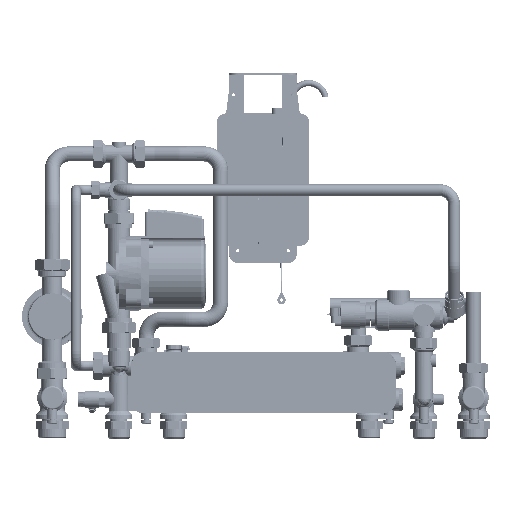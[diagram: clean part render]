
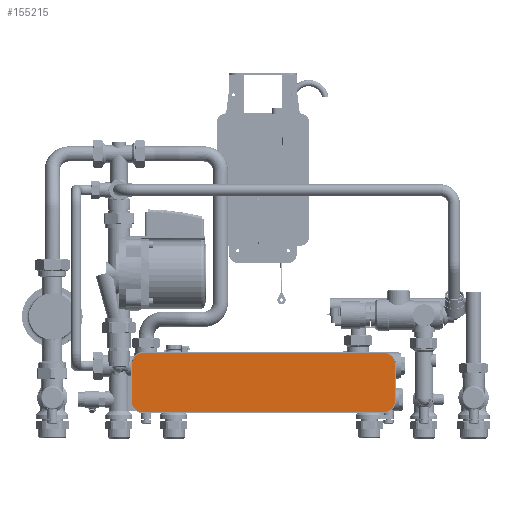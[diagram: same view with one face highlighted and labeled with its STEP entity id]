
A CAD part, left-side view. The second image highlights one B-rep face of the part: STEP entity #155215.
In plain terms, the highlighted planar face has unit normal (-1, 0, 0).
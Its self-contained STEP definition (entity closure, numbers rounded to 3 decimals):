
#154152=CARTESIAN_POINT('Vertex',(23.64,143.,226.7)) ;
#154155=CARTESIAN_POINT('Axis2P3D Location',(23.64,158.,226.7)) ;
#154159=CARTESIAN_POINT('Vertex',(23.64,158.,211.7)) ;
#154180=CARTESIAN_POINT('Line Origine',(23.64,299.5,211.7)) ;
#154184=CARTESIAN_POINT('Vertex',(23.64,441.,211.7)) ;
#154205=CARTESIAN_POINT('Axis2P3D Location',(23.64,441.,226.7)) ;
#154209=CARTESIAN_POINT('Vertex',(23.64,456.,226.7)) ;
#154230=CARTESIAN_POINT('Line Origine',(23.64,456.,247.2)) ;
#154234=CARTESIAN_POINT('Vertex',(23.64,456.,267.7)) ;
#154255=CARTESIAN_POINT('Axis2P3D Location',(23.64,441.,267.7)) ;
#154259=CARTESIAN_POINT('Vertex',(23.64,441.,282.7)) ;
#154280=CARTESIAN_POINT('Line Origine',(23.64,299.5,282.7)) ;
#154284=CARTESIAN_POINT('Vertex',(23.64,158.,282.7)) ;
#154305=CARTESIAN_POINT('Axis2P3D Location',(23.64,158.,267.7)) ;
#154309=CARTESIAN_POINT('Vertex',(23.64,143.,267.7)) ;
#154330=CARTESIAN_POINT('Line Origine',(23.64,143.,247.2)) ;
#155200=CARTESIAN_POINT('Axis2P3D Location',(23.64,299.5,247.2)) ;
#154182=VECTOR('Line Direction',#154181,1.) ;
#154232=VECTOR('Line Direction',#154231,1.) ;
#154282=VECTOR('Line Direction',#154281,1.) ;
#154332=VECTOR('Line Direction',#154331,1.) ;
#154156=DIRECTION('Axis2P3D Direction',(-1.,0.,0.)) ;
#154181=DIRECTION('Vector Direction',(0.,1.,0.)) ;
#154206=DIRECTION('Axis2P3D Direction',(-1.,0.,0.)) ;
#154231=DIRECTION('Vector Direction',(0.,0.,1.)) ;
#154256=DIRECTION('Axis2P3D Direction',(-1.,0.,0.)) ;
#154281=DIRECTION('Vector Direction',(0.,-1.,0.)) ;
#154306=DIRECTION('Axis2P3D Direction',(-1.,0.,0.)) ;
#154331=DIRECTION('Vector Direction',(0.,0.,-1.)) ;
#155201=DIRECTION('Axis2P3D Direction',(-1.,0.,0.)) ;
#155202=DIRECTION('Axis2P3D XDirection',(0.,1.,0.)) ;
#154157=AXIS2_PLACEMENT_3D('Circle Axis2P3D',#154155,#154156,$) ;
#154207=AXIS2_PLACEMENT_3D('Circle Axis2P3D',#154205,#154206,$) ;
#154257=AXIS2_PLACEMENT_3D('Circle Axis2P3D',#154255,#154256,$) ;
#154307=AXIS2_PLACEMENT_3D('Circle Axis2P3D',#154305,#154306,$) ;
#155203=AXIS2_PLACEMENT_3D('Plane Axis2P3D',#155200,#155201,#155202) ;
#154183=LINE('Line',#154180,#154182) ;
#154233=LINE('Line',#154230,#154232) ;
#154283=LINE('Line',#154280,#154282) ;
#154333=LINE('Line',#154330,#154332) ;
#154158=CIRCLE('generated circle',#154157,15.) ;
#154208=CIRCLE('generated circle',#154207,15.) ;
#154258=CIRCLE('generated circle',#154257,15.) ;
#154308=CIRCLE('generated circle',#154307,15.) ;
#155204=PLANE('',#155203) ;
#154161=EDGE_CURVE('',#154153,#154160,#154158,.F.) ;
#154186=EDGE_CURVE('',#154160,#154185,#154183,.T.) ;
#154211=EDGE_CURVE('',#154185,#154210,#154208,.F.) ;
#154236=EDGE_CURVE('',#154210,#154235,#154233,.T.) ;
#154261=EDGE_CURVE('',#154235,#154260,#154258,.F.) ;
#154286=EDGE_CURVE('',#154260,#154285,#154283,.T.) ;
#154311=EDGE_CURVE('',#154285,#154310,#154308,.F.) ;
#154334=EDGE_CURVE('',#154310,#154153,#154333,.T.) ;
#155206=ORIENTED_EDGE('',*,*,#154161,.F.) ;
#155207=ORIENTED_EDGE('',*,*,#154334,.F.) ;
#155208=ORIENTED_EDGE('',*,*,#154311,.F.) ;
#155209=ORIENTED_EDGE('',*,*,#154286,.F.) ;
#155210=ORIENTED_EDGE('',*,*,#154261,.F.) ;
#155211=ORIENTED_EDGE('',*,*,#154236,.F.) ;
#155212=ORIENTED_EDGE('',*,*,#154211,.F.) ;
#155213=ORIENTED_EDGE('',*,*,#154186,.F.) ;
#155205=EDGE_LOOP('',(#155206,#155207,#155208,#155209,#155210,#155211,#155212,#155213)) ;
#154153=VERTEX_POINT('',#154152) ;
#154160=VERTEX_POINT('',#154159) ;
#154185=VERTEX_POINT('',#154184) ;
#154210=VERTEX_POINT('',#154209) ;
#154235=VERTEX_POINT('',#154234) ;
#154260=VERTEX_POINT('',#154259) ;
#154285=VERTEX_POINT('',#154284) ;
#154310=VERTEX_POINT('',#154309) ;
#155215=ADVANCED_FACE(' Solido1',(#155214),#155204,.T.) ;
#155214=FACE_OUTER_BOUND('',#155205,.T.) ;
